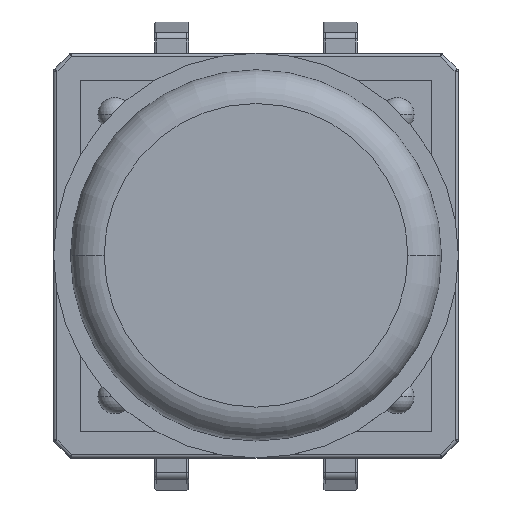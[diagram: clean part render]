
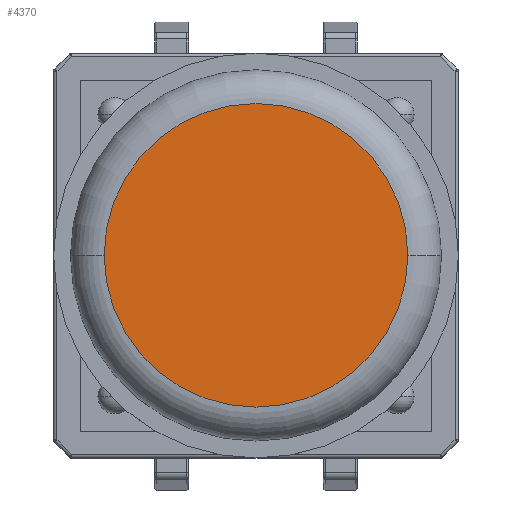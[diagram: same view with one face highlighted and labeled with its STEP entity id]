
A CAD part, top view. The second image highlights one B-rep face of the part: STEP entity #4370.
In plain terms, the highlighted planar face has unit normal (0, 0, 1).
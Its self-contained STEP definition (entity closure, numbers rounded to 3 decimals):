
#4319 = VERTEX_POINT ( 'NONE', #7795 ) ;
#4321 = EDGE_CURVE ( 'NONE', #4322, #4319, #7848, .T. ) ;
#4322 = VERTEX_POINT ( 'NONE', #7843 ) ;
#4370 = ADVANCED_FACE ( 'NONE', ( #7906 ), #7910, .T. ) ;
#4371 = EDGE_LOOP ( 'NONE', ( #4372, #4373 ) ) ;
#4372 = ORIENTED_EDGE ( 'NONE', *, *, #4321, .T. ) ;
#4373 = ORIENTED_EDGE ( 'NONE', *, *, #4374, .T. ) ;
#4374 = EDGE_CURVE ( 'NONE', #4319, #4322, #7963, .T. ) ;
#7795 = CARTESIAN_POINT ( 'NONE',  ( -4.5, 0., 9.5 ) ) ;
#7843 = CARTESIAN_POINT ( 'NONE',  ( 4.5, 0., 9.5 ) ) ;
#7844 = DIRECTION ( 'NONE',  ( 1., 0., 0. ) ) ;
#7845 = DIRECTION ( 'NONE',  ( 0., 0., 1. ) ) ;
#7846 = CARTESIAN_POINT ( 'NONE',  ( 0., 0., 9.5 ) ) ;
#7847 = AXIS2_PLACEMENT_3D ( 'NONE', #7846, #7845, #7844 ) ;
#7848 = CIRCLE ( 'NONE', #7847, 4.5 ) ;
#7902 = DIRECTION ( 'NONE',  ( 1., 0., 0. ) ) ;
#7903 = DIRECTION ( 'NONE',  ( 0., 0., 1. ) ) ;
#7904 = CARTESIAN_POINT ( 'NONE',  ( 0., 0., 9.5 ) ) ;
#7905 = AXIS2_PLACEMENT_3D ( 'NONE', #7904, #7903, #7902 ) ;
#7906 = FACE_OUTER_BOUND ( 'NONE', #4371, .T. ) ;
#7910 = PLANE ( 'NONE',  #7905 ) ;
#7959 = DIRECTION ( 'NONE',  ( 1., 0., 0. ) ) ;
#7960 = DIRECTION ( 'NONE',  ( 0., 0., 1. ) ) ;
#7961 = CARTESIAN_POINT ( 'NONE',  ( 0., 0., 9.5 ) ) ;
#7962 = AXIS2_PLACEMENT_3D ( 'NONE', #7961, #7960, #7959 ) ;
#7963 = CIRCLE ( 'NONE', #7962, 4.5 ) ;
